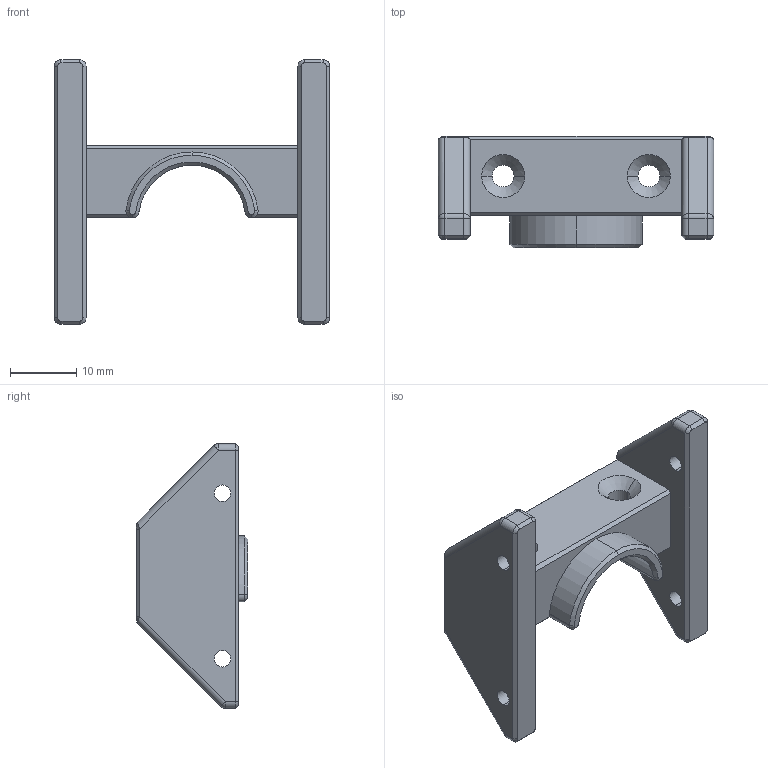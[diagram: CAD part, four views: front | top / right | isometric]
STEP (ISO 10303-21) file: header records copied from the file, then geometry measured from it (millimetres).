
FILE_DESCRIPTION (( 'STEP AP203' ), '1' );
FILE_NAME ('散热管支架.STEP', '2021-09-03T10:34:07', ( '' ), ( '' ), 'SwSTEP 2.0', 'SolidWorks 2018', '' );
FILE_SCHEMA (( 'CONFIG_CONTROL_DESIGN' ));
Length unit declared in the file: millimetre
Products named in the file (1): 散热管支架
Bounding box: 41.6 x 16.8 x 40 mm (x, y, z)
Volume: 7292.7 mm3; surface area: 4258.6 mm2
Topology: 1 solids, 1 shells, 127 faces, 299 edges, 172 vertices
Faces by surface type: plane 44, cylinder 39, cone 26, bspline 10, sphere 8
Entity records: 4440 total; most frequent: CARTESIAN_POINT 1504, ORIENTED_EDGE 598, DIRECTION 588, EDGE_CURVE 299, AXIS2_PLACEMENT_3D 215, VERTEX_POINT 172, LINE 158, VECTOR 158
